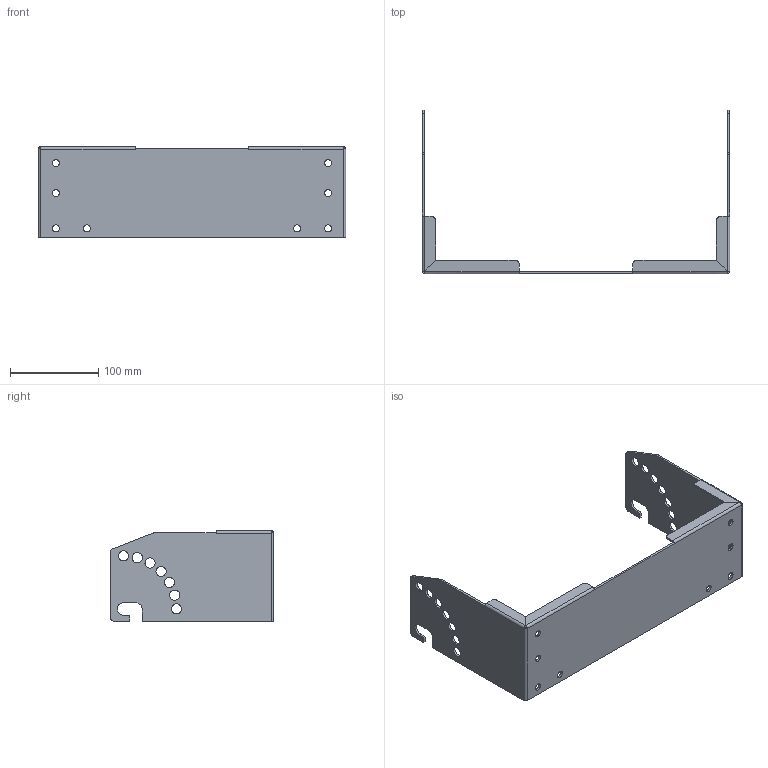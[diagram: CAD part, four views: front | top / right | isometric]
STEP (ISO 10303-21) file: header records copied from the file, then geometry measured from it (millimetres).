
FILE_DESCRIPTION (( 'STEP AP214' ), '1' );
FILE_NAME ('AX-1019.STEP', '2025-09-04T23:19:36', ( '' ), ( '' ), 'SwSTEP 2.0', 'SolidWorks 2022', '' );
FILE_SCHEMA (( 'AUTOMOTIVE_DESIGN' ));
Length unit declared in the file: millimetre
Products named in the file (1): AX-1019
Bounding box: 348 x 185 x 102.5 mm (x, y, z)
Volume: 180023.4 mm3; surface area: 150250.4 mm2
Topology: 1 solids, 1 shells, 138 faces, 364 edges, 228 vertices
Faces by surface type: cylinder 72, plane 62, bspline 4
Entity records: 4562 total; most frequent: CARTESIAN_POINT 943, DIRECTION 766, ORIENTED_EDGE 728, EDGE_CURVE 364, AXIS2_PLACEMENT_3D 275, VERTEX_POINT 228, LINE 216, VECTOR 216
